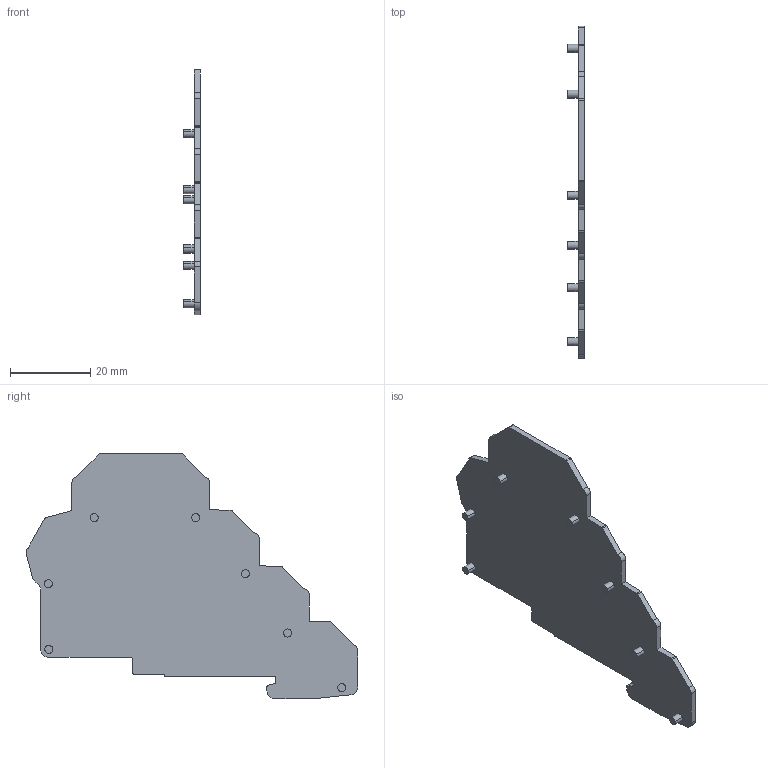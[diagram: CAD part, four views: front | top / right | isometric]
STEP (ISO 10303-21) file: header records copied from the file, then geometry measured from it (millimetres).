
FILE_DESCRIPTION(('CATIA V5R20 STEP214'),'2;1');
FILE_NAME ('5883276_2_1784150000_1784150000_S.stp','2014-07-04T09:48:25+00:00',('none'),('Weidmueller'),'CATIA Version 5 Release 20 SP 5 (IN-10)','CATIA V5 STEP AP214','none');
FILE_SCHEMA(('AUTOMOTIVE_DESIGN { 1 0 10303 214 1 1 1 1 }'));
Length unit declared in the file: millimetre
Products named in the file (1): AP_VLI_1_5_DB_S3D
Bounding box: 4 x 82.79 x 61.25 mm (x, y, z)
Volume: 4803.6 mm3; surface area: 6830.5 mm2
Topology: 1 solids, 1 shells, 76 faces, 201 edges, 134 vertices
Faces by surface type: plane 38, cylinder 38
Entity records: 2284 total; most frequent: CARTESIAN_POINT 403, ORIENTED_EDGE 402, DIRECTION 335, EDGE_CURVE 201, AXIS2_PLACEMENT_3D 144, VERTEX_POINT 134, VECTOR 125, LINE 125
